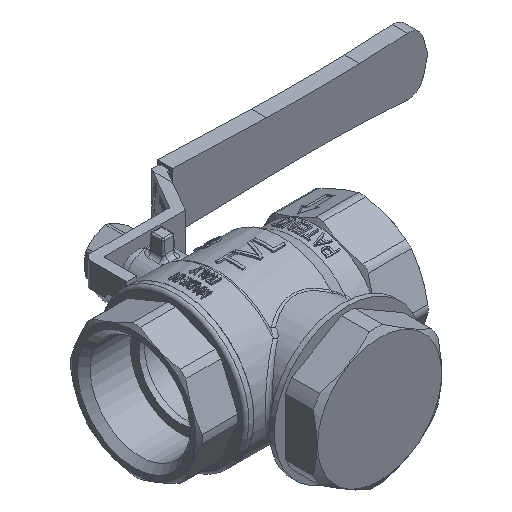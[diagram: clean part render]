
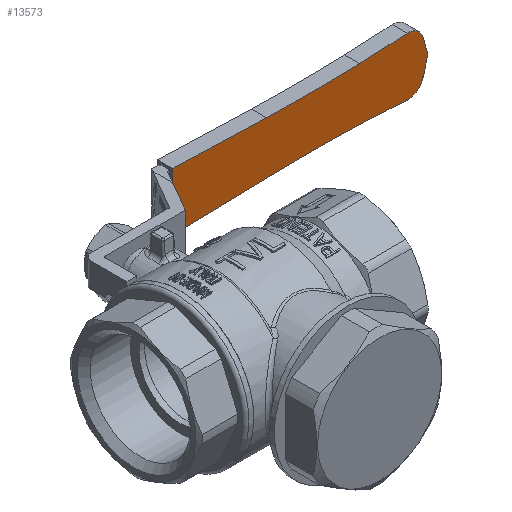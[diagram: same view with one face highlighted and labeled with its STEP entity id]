
A CAD part, isometric view. The second image highlights one B-rep face of the part: STEP entity #13573.
In plain terms, the highlighted planar face has unit normal (0, -1, 0).
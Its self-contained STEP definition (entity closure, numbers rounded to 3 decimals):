
#1227=PLANE('',#14842);
#1848=FACE_OUTER_BOUND('',#2648,.T.);
#2648=EDGE_LOOP('',(#11740,#11741,#11742,#11743,#11744,#11745,#11746,#11747,
#11748,#11749,#11750));
#3951=LINE('',#26229,#4918);
#3956=LINE('',#26240,#4923);
#3957=LINE('',#26244,#4924);
#3958=LINE('',#26248,#4925);
#3959=LINE('',#26250,#4926);
#3960=LINE('',#26254,#4927);
#3961=LINE('',#26257,#4928);
#4918=VECTOR('',#17330,10.);
#4923=VECTOR('',#17337,10.);
#4924=VECTOR('',#17340,10.);
#4925=VECTOR('',#17343,10.);
#4926=VECTOR('',#17344,10.);
#4927=VECTOR('',#17347,10.);
#4928=VECTOR('',#17350,10.);
#5671=CIRCLE('',#14843,499.2);
#5672=CIRCLE('',#14844,4.8);
#5673=CIRCLE('',#14845,4.8);
#5674=CIRCLE('',#14846,499.2);
#6638=VERTEX_POINT('',#26222);
#6641=VERTEX_POINT('',#26227);
#6646=VERTEX_POINT('',#26239);
#6647=VERTEX_POINT('',#26241);
#6648=VERTEX_POINT('',#26243);
#6649=VERTEX_POINT('',#26245);
#6650=VERTEX_POINT('',#26247);
#6651=VERTEX_POINT('',#26249);
#6652=VERTEX_POINT('',#26251);
#6653=VERTEX_POINT('',#26253);
#6654=VERTEX_POINT('',#26255);
#8403=EDGE_CURVE('',#6638,#6641,#3951,.T.);
#8408=EDGE_CURVE('',#6641,#6646,#3956,.T.);
#8409=EDGE_CURVE('',#6646,#6647,#5671,.T.);
#8410=EDGE_CURVE('',#6647,#6648,#3957,.T.);
#8411=EDGE_CURVE('',#6648,#6649,#5672,.T.);
#8412=EDGE_CURVE('',#6649,#6650,#3958,.T.);
#8413=EDGE_CURVE('',#6650,#6651,#3959,.T.);
#8414=EDGE_CURVE('',#6651,#6652,#5673,.T.);
#8415=EDGE_CURVE('',#6652,#6653,#3960,.T.);
#8416=EDGE_CURVE('',#6653,#6654,#5674,.T.);
#8417=EDGE_CURVE('',#6654,#6638,#3961,.T.);
#11740=ORIENTED_EDGE('',*,*,#8408,.T.);
#11741=ORIENTED_EDGE('',*,*,#8409,.T.);
#11742=ORIENTED_EDGE('',*,*,#8410,.T.);
#11743=ORIENTED_EDGE('',*,*,#8411,.T.);
#11744=ORIENTED_EDGE('',*,*,#8412,.T.);
#11745=ORIENTED_EDGE('',*,*,#8413,.T.);
#11746=ORIENTED_EDGE('',*,*,#8414,.T.);
#11747=ORIENTED_EDGE('',*,*,#8415,.T.);
#11748=ORIENTED_EDGE('',*,*,#8416,.T.);
#11749=ORIENTED_EDGE('',*,*,#8417,.T.);
#11750=ORIENTED_EDGE('',*,*,#8403,.T.);
#13573=ADVANCED_FACE('',(#1848),#1227,.F.);
#14842=AXIS2_PLACEMENT_3D('',#26238,#17335,#17336);
#14843=AXIS2_PLACEMENT_3D('',#26242,#17338,#17339);
#14844=AXIS2_PLACEMENT_3D('',#26246,#17341,#17342);
#14845=AXIS2_PLACEMENT_3D('',#26252,#17345,#17346);
#14846=AXIS2_PLACEMENT_3D('',#26256,#17348,#17349);
#17330=DIRECTION('',(0.,0.,-1.));
#17335=DIRECTION('center_axis',(0.,1.,0.));
#17336=DIRECTION('ref_axis',(0.,0.,1.));
#17337=DIRECTION('',(1.,0.,0.026));
#17338=DIRECTION('center_axis',(0.,1.,0.));
#17339=DIRECTION('ref_axis',(0.026,0.,-1.));
#17340=DIRECTION('',(0.999,0.,-0.052));
#17341=DIRECTION('center_axis',(0.,-1.,0.));
#17342=DIRECTION('ref_axis',(0.966,0.,-0.259));
#17343=DIRECTION('',(0.259,0.,0.966));
#17344=DIRECTION('',(-0.259,0.,0.966));
#17345=DIRECTION('center_axis',(0.,-1.,0.));
#17346=DIRECTION('ref_axis',(-0.052,0.,0.999));
#17347=DIRECTION('',(-0.999,0.,-0.052));
#17348=DIRECTION('center_axis',(0.,1.,0.));
#17349=DIRECTION('ref_axis',(-0.031,0.,1.));
#17350=DIRECTION('',(-0.999,0.,0.032));
#26222=CARTESIAN_POINT('',(23.006,9.2,11.203));
#26227=CARTESIAN_POINT('',(23.006,9.2,-6.422));
#26229=CARTESIAN_POINT('',(23.006,9.2,-6.422));
#26238=CARTESIAN_POINT('Origin',(59.35,9.2,2.325));
#26239=CARTESIAN_POINT('',(51.666,9.2,-5.671));
#26240=CARTESIAN_POINT('',(51.666,9.2,-5.671));
#26241=CARTESIAN_POINT('',(80.085,9.2,-5.736));
#26242=CARTESIAN_POINT('Origin',(64.734,9.2,-504.7));
#26243=CARTESIAN_POINT('',(94.536,9.2,-6.493));
#26244=CARTESIAN_POINT('',(94.536,9.2,-6.493));
#26245=CARTESIAN_POINT('',(99.424,9.2,-2.942));
#26246=CARTESIAN_POINT('Origin',(94.787,9.2,-1.7));
#26247=CARTESIAN_POINT('',(100.828,9.2,2.3));
#26248=CARTESIAN_POINT('',(100.828,9.2,2.3));
#26249=CARTESIAN_POINT('',(99.424,9.2,7.542));
#26250=CARTESIAN_POINT('',(99.424,9.2,7.542));
#26251=CARTESIAN_POINT('',(94.536,9.2,11.093));
#26252=CARTESIAN_POINT('Origin',(94.787,9.2,6.3));
#26253=CARTESIAN_POINT('',(80.085,9.2,10.336));
#26254=CARTESIAN_POINT('',(80.085,9.2,10.336));
#26255=CARTESIAN_POINT('',(51.669,9.2,10.271));
#26256=CARTESIAN_POINT('Origin',(64.734,9.2,509.3));
#26257=CARTESIAN_POINT('',(23.006,9.2,11.203));
